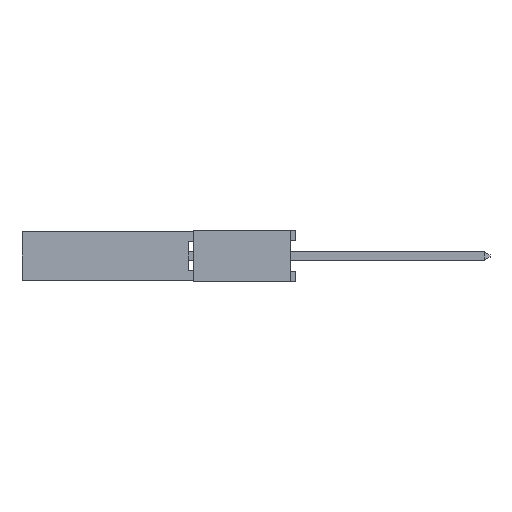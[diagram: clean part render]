
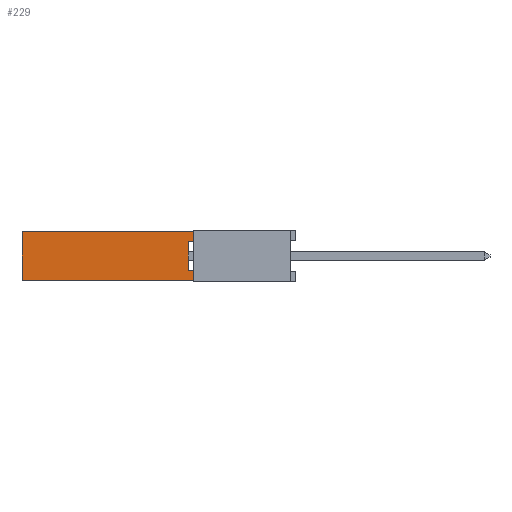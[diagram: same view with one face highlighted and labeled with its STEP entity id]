
A CAD part, left-side view. The second image highlights one B-rep face of the part: STEP entity #229.
In plain terms, the highlighted planar face has unit normal (-1, 0, 0).
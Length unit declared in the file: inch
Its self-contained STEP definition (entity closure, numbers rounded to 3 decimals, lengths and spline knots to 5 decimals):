
#229 = ADVANCED_FACE( '', ( #676 ), #677, .F. );
#676 = FACE_OUTER_BOUND( '', #1529, .T. );
#677 = PLANE( '', #1530 );
#1529 = EDGE_LOOP( '', ( #2652, #2653, #2654, #2655, #2656, #2657, #2658, #2659 ) );
#1530 = AXIS2_PLACEMENT_3D( '', #2660, #2661, #2662 );
#2652 = ORIENTED_EDGE( '', *, *, #6008, .T. );
#2653 = ORIENTED_EDGE( '', *, *, #6009, .T. );
#2654 = ORIENTED_EDGE( '', *, *, #5988, .F. );
#2655 = ORIENTED_EDGE( '', *, *, #5974, .F. );
#2656 = ORIENTED_EDGE( '', *, *, #5865, .T. );
#2657 = ORIENTED_EDGE( '', *, *, #5832, .T. );
#2658 = ORIENTED_EDGE( '', *, *, #6010, .T. );
#2659 = ORIENTED_EDGE( '', *, *, #5935, .T. );
#2660 = CARTESIAN_POINT( '', ( 0., 0.335, -0.0475 ) );
#2661 = DIRECTION( '', ( 1., 0., 0. ) );
#2662 = DIRECTION( '', ( 0., 0., -1. ) );
#5832 = EDGE_CURVE( '', #6974, #6972, #6975, .T. );
#5865 = EDGE_CURVE( '', #7038, #6974, #7039, .T. );
#5935 = EDGE_CURVE( '', #7161, #7159, #7162, .T. );
#5974 = EDGE_CURVE( '', #7038, #7238, #7239, .T. );
#5988 = EDGE_CURVE( '', #7238, #7258, #7259, .T. );
#6008 = EDGE_CURVE( '', #7159, #7290, #7291, .T. );
#6009 = EDGE_CURVE( '', #7290, #7258, #7292, .T. );
#6010 = EDGE_CURVE( '', #6972, #7161, #7293, .T. );
#6972 = VERTEX_POINT( '', #8850 );
#6974 = VERTEX_POINT( '', #8853 );
#6975 = LINE( '', #8854, #8855 );
#7038 = VERTEX_POINT( '', #8950 );
#7039 = LINE( '', #8951, #8952 );
#7159 = VERTEX_POINT( '', #9140 );
#7161 = VERTEX_POINT( '', #9143 );
#7162 = LINE( '', #9144, #9145 );
#7238 = VERTEX_POINT( '', #9259 );
#7239 = LINE( '', #9260, #9261 );
#7258 = VERTEX_POINT( '', #9293 );
#7259 = LINE( '', #9294, #9295 );
#7290 = VERTEX_POINT( '', #9345 );
#7291 = LINE( '', #9346, #9347 );
#7292 = LINE( '', #9348, #9349 );
#7293 = LINE( '', #9350, #9351 );
#8850 = CARTESIAN_POINT( '', ( 0., 0., -0.0275 ) );
#8853 = CARTESIAN_POINT( '', ( 0., 0., -0.0475 ) );
#8854 = CARTESIAN_POINT( '', ( 0., 0., -0.0475 ) );
#8855 = VECTOR( '', #11768, 39.37008 );
#8950 = CARTESIAN_POINT( '', ( 0., 0.335, -0.0475 ) );
#8951 = CARTESIAN_POINT( '', ( 0., 0.335, -0.0475 ) );
#8952 = VECTOR( '', #11801, 39.37008 );
#9140 = CARTESIAN_POINT( '', ( 0., 0.01, 0.0275 ) );
#9143 = CARTESIAN_POINT( '', ( 0., 0.01, -0.0275 ) );
#9144 = CARTESIAN_POINT( '', ( 0., 0.01, -0.0275 ) );
#9145 = VECTOR( '', #11871, 39.37008 );
#9259 = CARTESIAN_POINT( '', ( 0., 0.335, 0.0475 ) );
#9260 = CARTESIAN_POINT( '', ( 0., 0.335, -0.0475 ) );
#9261 = VECTOR( '', #11910, 39.37008 );
#9293 = CARTESIAN_POINT( '', ( 0., 0., 0.0475 ) );
#9294 = CARTESIAN_POINT( '', ( 0., 0.335, 0.0475 ) );
#9295 = VECTOR( '', #11924, 39.37008 );
#9345 = CARTESIAN_POINT( '', ( 0., 0., 0.0275 ) );
#9346 = CARTESIAN_POINT( '', ( 0., 0.01, 0.0275 ) );
#9347 = VECTOR( '', #11944, 39.37008 );
#9348 = CARTESIAN_POINT( '', ( 0., 0., -0.0475 ) );
#9349 = VECTOR( '', #11945, 39.37008 );
#9350 = CARTESIAN_POINT( '', ( 0., 0., -0.0275 ) );
#9351 = VECTOR( '', #11946, 39.37008 );
#11768 = DIRECTION( '', ( 0., 0., 1. ) );
#11801 = DIRECTION( '', ( 0., -1., 0. ) );
#11871 = DIRECTION( '', ( 0., 0., 1. ) );
#11910 = DIRECTION( '', ( 0., 0., 1. ) );
#11924 = DIRECTION( '', ( 0., -1., 0. ) );
#11944 = DIRECTION( '', ( 0., -1., 0. ) );
#11945 = DIRECTION( '', ( 0., 0., 1. ) );
#11946 = DIRECTION( '', ( 0., 1., 0. ) );
